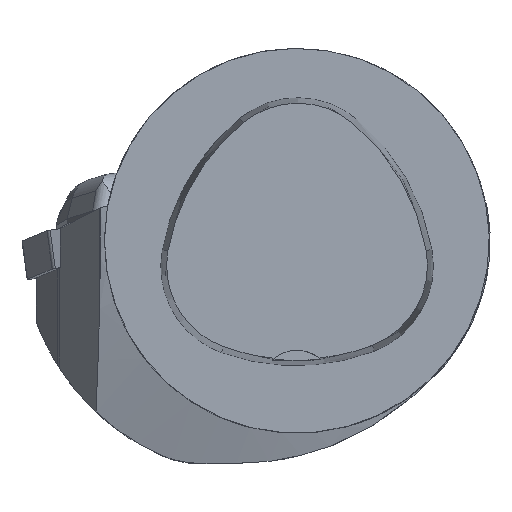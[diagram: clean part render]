
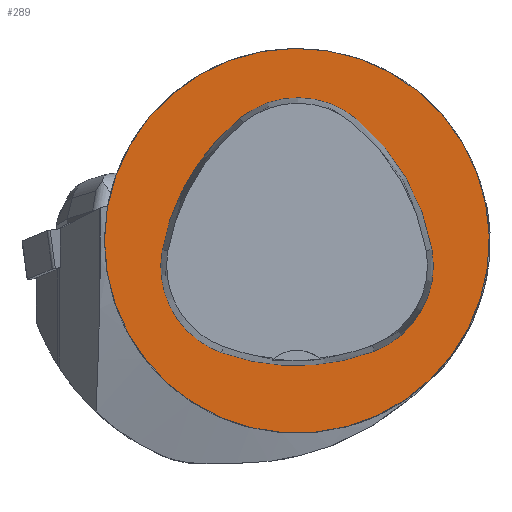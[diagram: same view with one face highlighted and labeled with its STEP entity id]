
A CAD part, top view. The second image highlights one B-rep face of the part: STEP entity #289.
In plain terms, the highlighted planar face has unit normal (0, 0, 1).
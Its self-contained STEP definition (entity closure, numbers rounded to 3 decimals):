
#289=ADVANCED_FACE('',(#707,#708),#365,.T.);
#365=PLANE('',#1950);
#707=FACE_BOUND('',#756,.T.);
#708=FACE_BOUND('',#757,.T.);
#756=EDGE_LOOP('',(#1047,#1048,#1049,#1050,#1051,#1052));
#757=EDGE_LOOP('',(#1053));
#1047=ORIENTED_EDGE('',*,*,#1626,.T.);
#1048=ORIENTED_EDGE('',*,*,#1606,.T.);
#1049=ORIENTED_EDGE('',*,*,#1610,.T.);
#1050=ORIENTED_EDGE('',*,*,#1613,.T.);
#1051=ORIENTED_EDGE('',*,*,#1616,.T.);
#1052=ORIENTED_EDGE('',*,*,#1624,.T.);
#1053=ORIENTED_EDGE('',*,*,#1597,.F.);
#1404=VERTEX_POINT('',#2912);
#1413=VERTEX_POINT('',#2931);
#1414=VERTEX_POINT('',#2932);
#1417=VERTEX_POINT('',#2940);
#1419=VERTEX_POINT('',#2946);
#1421=VERTEX_POINT('',#2952);
#1428=VERTEX_POINT('',#2973);
#1597=EDGE_CURVE('',#1404,#1404,#1741,.T.);
#1606=EDGE_CURVE('',#1413,#1414,#1742,.T.);
#1610=EDGE_CURVE('',#1414,#1417,#1744,.T.);
#1613=EDGE_CURVE('',#1417,#1419,#1746,.T.);
#1616=EDGE_CURVE('',#1419,#1421,#1748,.T.);
#1624=EDGE_CURVE('',#1421,#1428,#1752,.T.);
#1626=EDGE_CURVE('',#1428,#1413,#1754,.T.);
#1741=CIRCLE('',#1922,31.5);
#1742=CIRCLE('',#1928,36.);
#1744=CIRCLE('',#1931,15.);
#1746=CIRCLE('',#1934,36.);
#1748=CIRCLE('',#1937,15.);
#1752=CIRCLE('',#1942,36.);
#1754=CIRCLE('',#1945,15.);
#1922=AXIS2_PLACEMENT_3D('',#2911,#2243,#2244);
#1928=AXIS2_PLACEMENT_3D('',#2930,#2259,#2260);
#1931=AXIS2_PLACEMENT_3D('',#2939,#2267,#2268);
#1934=AXIS2_PLACEMENT_3D('',#2945,#2274,#2275);
#1937=AXIS2_PLACEMENT_3D('',#2951,#2281,#2282);
#1942=AXIS2_PLACEMENT_3D('',#2974,#2293,#2294);
#1945=AXIS2_PLACEMENT_3D('',#2977,#2299,#2300);
#1950=AXIS2_PLACEMENT_3D('',#2982,#2309,#2310);
#2243=DIRECTION('',(0.,0.,-1.));
#2244=DIRECTION('',(-1.,0.,0.));
#2259=DIRECTION('',(0.,0.,-1.));
#2260=DIRECTION('',(-1.,0.,0.));
#2267=DIRECTION('',(0.,0.,-1.));
#2268=DIRECTION('',(-1.,0.,0.));
#2274=DIRECTION('',(0.,0.,-1.));
#2275=DIRECTION('',(-1.,0.,0.));
#2281=DIRECTION('',(0.,0.,-1.));
#2282=DIRECTION('',(-1.,0.,0.));
#2293=DIRECTION('',(0.,0.,-1.));
#2294=DIRECTION('',(-1.,0.,0.));
#2299=DIRECTION('',(0.,0.,-1.));
#2300=DIRECTION('',(-1.,0.,0.));
#2309=DIRECTION('',(0.,0.,1.));
#2310=DIRECTION('',(1.,0.,0.));
#2911=CARTESIAN_POINT('',(0.,0.,0.));
#2912=CARTESIAN_POINT('',(-31.5,0.,0.));
#2930=CARTESIAN_POINT('',(13.398,-7.893,0.));
#2931=CARTESIAN_POINT('',(-22.041,-1.562,0.));
#2932=CARTESIAN_POINT('',(-9.317,20.036,0.));
#2939=CARTESIAN_POINT('',(0.148,8.399,0.));
#2940=CARTESIAN_POINT('',(9.779,19.898,0.));
#2945=CARTESIAN_POINT('',(-13.337,-7.7,0.));
#2946=CARTESIAN_POINT('',(22.122,-1.48,0.));
#2951=CARTESIAN_POINT('',(7.347,-4.071,0.));
#2952=CARTESIAN_POINT('',(12.693,-18.087,0.));
#2973=CARTESIAN_POINT('',(-12.373,-18.307,0.));
#2974=CARTESIAN_POINT('',(-0.137,15.55,0.));
#2977=CARTESIAN_POINT('',(-7.275,-4.2,0.));
#2982=CARTESIAN_POINT('',(0.,0.,0.));
